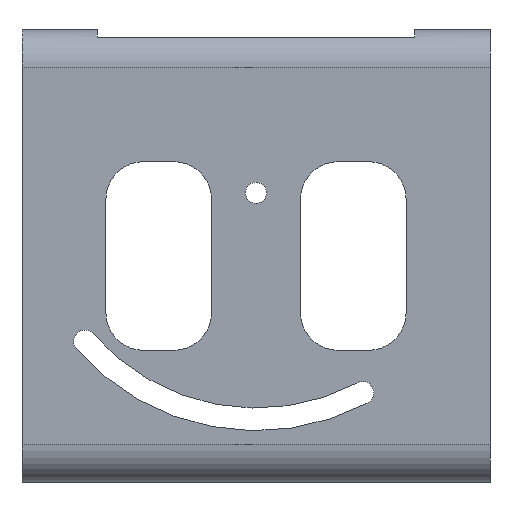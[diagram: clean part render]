
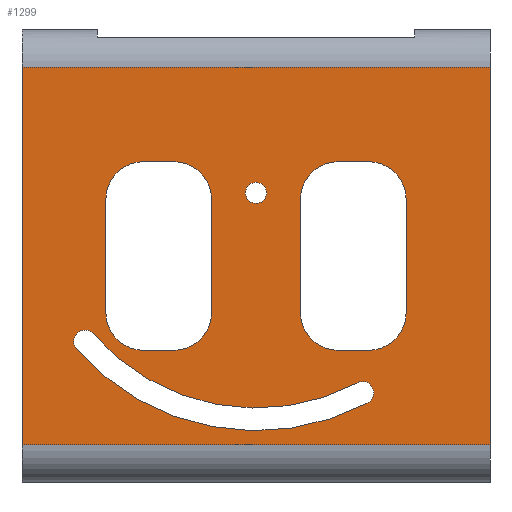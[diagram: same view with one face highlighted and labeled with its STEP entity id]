
A CAD part, left-side view. The second image highlights one B-rep face of the part: STEP entity #1299.
In plain terms, the highlighted planar face has unit normal (-1, 0, 0).
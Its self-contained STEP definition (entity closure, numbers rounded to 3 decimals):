
#30=PLANE('',#1392);
#82=LINE('',#1961,#201);
#83=LINE('',#1963,#202);
#84=LINE('',#1965,#203);
#85=LINE('',#1966,#204);
#86=LINE('',#1979,#205);
#87=LINE('',#1983,#206);
#88=LINE('',#1987,#207);
#89=LINE('',#1990,#208);
#90=LINE('',#1995,#209);
#91=LINE('',#1999,#210);
#92=LINE('',#2003,#211);
#93=LINE('',#2006,#212);
#201=VECTOR('',#1570,50.);
#202=VECTOR('',#1571,62.);
#203=VECTOR('',#1572,50.);
#204=VECTOR('',#1573,62.);
#205=VECTOR('',#1584,4.);
#206=VECTOR('',#1587,15.);
#207=VECTOR('',#1590,4.);
#208=VECTOR('',#1593,15.);
#209=VECTOR('',#1596,4.);
#210=VECTOR('',#1599,15.);
#211=VECTOR('',#1602,4.);
#212=VECTOR('',#1605,15.);
#310=FACE_BOUND('',#415,.T.);
#311=FACE_BOUND('',#416,.T.);
#312=FACE_BOUND('',#417,.T.);
#313=FACE_BOUND('',#418,.T.);
#337=FACE_OUTER_BOUND('',#414,.T.);
#414=EDGE_LOOP('',(#909,#910,#911,#912));
#415=EDGE_LOOP('',(#913,#914,#915,#916));
#416=EDGE_LOOP('',(#917,#918,#919,#920,#921,#922,#923,#924));
#417=EDGE_LOOP('',(#925,#926,#927,#928,#929,#930,#931,#932));
#418=EDGE_LOOP('',(#933));
#514=CIRCLE('',#1393,1.5);
#515=CIRCLE('',#1394,28.5);
#516=CIRCLE('',#1395,1.505);
#517=CIRCLE('',#1396,31.5);
#518=CIRCLE('',#1397,5.);
#519=CIRCLE('',#1398,5.);
#520=CIRCLE('',#1399,5.);
#521=CIRCLE('',#1400,5.);
#522=CIRCLE('',#1401,5.);
#523=CIRCLE('',#1402,5.);
#524=CIRCLE('',#1403,5.);
#525=CIRCLE('',#1404,5.);
#526=CIRCLE('',#1405,1.4);
#591=VERTEX_POINT('',#1959);
#592=VERTEX_POINT('',#1960);
#593=VERTEX_POINT('',#1962);
#594=VERTEX_POINT('',#1964);
#595=VERTEX_POINT('',#1967);
#596=VERTEX_POINT('',#1968);
#597=VERTEX_POINT('',#1970);
#598=VERTEX_POINT('',#1972);
#599=VERTEX_POINT('',#1975);
#600=VERTEX_POINT('',#1976);
#601=VERTEX_POINT('',#1978);
#602=VERTEX_POINT('',#1980);
#603=VERTEX_POINT('',#1982);
#604=VERTEX_POINT('',#1984);
#605=VERTEX_POINT('',#1986);
#606=VERTEX_POINT('',#1988);
#607=VERTEX_POINT('',#1991);
#608=VERTEX_POINT('',#1992);
#609=VERTEX_POINT('',#1994);
#610=VERTEX_POINT('',#1996);
#611=VERTEX_POINT('',#1998);
#612=VERTEX_POINT('',#2000);
#613=VERTEX_POINT('',#2002);
#614=VERTEX_POINT('',#2004);
#615=VERTEX_POINT('',#2007);
#718=EDGE_CURVE('',#591,#592,#82,.T.);
#719=EDGE_CURVE('',#592,#593,#83,.T.);
#720=EDGE_CURVE('',#594,#593,#84,.T.);
#721=EDGE_CURVE('',#594,#591,#85,.F.);
#722=EDGE_CURVE('',#595,#596,#514,.T.);
#723=EDGE_CURVE('',#597,#595,#515,.F.);
#724=EDGE_CURVE('',#598,#597,#516,.T.);
#725=EDGE_CURVE('',#598,#596,#517,.F.);
#726=EDGE_CURVE('',#599,#600,#518,.T.);
#727=EDGE_CURVE('',#599,#601,#86,.T.);
#728=EDGE_CURVE('',#602,#601,#519,.T.);
#729=EDGE_CURVE('',#602,#603,#87,.T.);
#730=EDGE_CURVE('',#604,#603,#520,.T.);
#731=EDGE_CURVE('',#605,#604,#88,.T.);
#732=EDGE_CURVE('',#606,#605,#521,.T.);
#733=EDGE_CURVE('',#600,#606,#89,.T.);
#734=EDGE_CURVE('',#607,#608,#522,.T.);
#735=EDGE_CURVE('',#607,#609,#90,.T.);
#736=EDGE_CURVE('',#610,#609,#523,.T.);
#737=EDGE_CURVE('',#610,#611,#91,.T.);
#738=EDGE_CURVE('',#612,#611,#524,.T.);
#739=EDGE_CURVE('',#613,#612,#92,.T.);
#740=EDGE_CURVE('',#614,#613,#525,.T.);
#741=EDGE_CURVE('',#608,#614,#93,.T.);
#742=EDGE_CURVE('',#615,#615,#526,.T.);
#909=ORIENTED_EDGE('',*,*,#718,.T.);
#910=ORIENTED_EDGE('',*,*,#719,.T.);
#911=ORIENTED_EDGE('',*,*,#720,.F.);
#912=ORIENTED_EDGE('',*,*,#721,.T.);
#913=ORIENTED_EDGE('',*,*,#722,.F.);
#914=ORIENTED_EDGE('',*,*,#723,.F.);
#915=ORIENTED_EDGE('',*,*,#724,.F.);
#916=ORIENTED_EDGE('',*,*,#725,.T.);
#917=ORIENTED_EDGE('',*,*,#726,.F.);
#918=ORIENTED_EDGE('',*,*,#727,.T.);
#919=ORIENTED_EDGE('',*,*,#728,.F.);
#920=ORIENTED_EDGE('',*,*,#729,.T.);
#921=ORIENTED_EDGE('',*,*,#730,.F.);
#922=ORIENTED_EDGE('',*,*,#731,.F.);
#923=ORIENTED_EDGE('',*,*,#732,.F.);
#924=ORIENTED_EDGE('',*,*,#733,.F.);
#925=ORIENTED_EDGE('',*,*,#734,.F.);
#926=ORIENTED_EDGE('',*,*,#735,.T.);
#927=ORIENTED_EDGE('',*,*,#736,.F.);
#928=ORIENTED_EDGE('',*,*,#737,.T.);
#929=ORIENTED_EDGE('',*,*,#738,.F.);
#930=ORIENTED_EDGE('',*,*,#739,.F.);
#931=ORIENTED_EDGE('',*,*,#740,.F.);
#932=ORIENTED_EDGE('',*,*,#741,.F.);
#933=ORIENTED_EDGE('',*,*,#742,.F.);
#1299=ADVANCED_FACE('',(#337,#310,#311,#312,#313),#30,.T.);
#1392=AXIS2_PLACEMENT_3D('',#1958,#1568,#1569);
#1393=AXIS2_PLACEMENT_3D('',#1969,#1574,#1575);
#1394=AXIS2_PLACEMENT_3D('',#1971,#1576,#1577);
#1395=AXIS2_PLACEMENT_3D('',#1973,#1578,#1579);
#1396=AXIS2_PLACEMENT_3D('',#1974,#1580,#1581);
#1397=AXIS2_PLACEMENT_3D('',#1977,#1582,#1583);
#1398=AXIS2_PLACEMENT_3D('',#1981,#1585,#1586);
#1399=AXIS2_PLACEMENT_3D('',#1985,#1588,#1589);
#1400=AXIS2_PLACEMENT_3D('',#1989,#1591,#1592);
#1401=AXIS2_PLACEMENT_3D('',#1993,#1594,#1595);
#1402=AXIS2_PLACEMENT_3D('',#1997,#1597,#1598);
#1403=AXIS2_PLACEMENT_3D('',#2001,#1600,#1601);
#1404=AXIS2_PLACEMENT_3D('',#2005,#1603,#1604);
#1405=AXIS2_PLACEMENT_3D('',#2008,#1606,#1607);
#1568=DIRECTION('center_axis',(-1.,0.,0.));
#1569=DIRECTION('ref_axis',(0.,-1.,0.));
#1570=DIRECTION('',(0.,0.,-1.));
#1571=DIRECTION('',(0.,-1.,0.));
#1572=DIRECTION('',(0.,0.,-1.));
#1573=DIRECTION('',(0.,-1.,0.));
#1574=DIRECTION('center_axis',(-1.,0.,0.));
#1575=DIRECTION('ref_axis',(0.,0.,1.));
#1576=DIRECTION('center_axis',(-1.,0.,0.));
#1577=DIRECTION('ref_axis',(0.,0.,1.));
#1578=DIRECTION('center_axis',(-1.,0.,0.));
#1579=DIRECTION('ref_axis',(0.,0.,1.));
#1580=DIRECTION('center_axis',(-1.,0.,0.));
#1581=DIRECTION('ref_axis',(0.,0.,1.));
#1582=DIRECTION('center_axis',(-1.,0.,0.));
#1583=DIRECTION('ref_axis',(0.,0.,1.));
#1584=DIRECTION('',(0.,-1.,0.));
#1585=DIRECTION('center_axis',(-1.,0.,0.));
#1586=DIRECTION('ref_axis',(0.,-1.,0.));
#1587=DIRECTION('',(0.,0.,-1.));
#1588=DIRECTION('center_axis',(-1.,0.,0.));
#1589=DIRECTION('ref_axis',(0.,0.,-1.));
#1590=DIRECTION('',(0.,-1.,0.));
#1591=DIRECTION('center_axis',(-1.,0.,0.));
#1592=DIRECTION('ref_axis',(0.,1.,0.));
#1593=DIRECTION('',(0.,0.,-1.));
#1594=DIRECTION('center_axis',(-1.,0.,0.));
#1595=DIRECTION('ref_axis',(0.,0.,1.));
#1596=DIRECTION('',(0.,-1.,0.));
#1597=DIRECTION('center_axis',(-1.,0.,0.));
#1598=DIRECTION('ref_axis',(0.,-1.,0.));
#1599=DIRECTION('',(0.,0.,-1.));
#1600=DIRECTION('center_axis',(-1.,0.,0.));
#1601=DIRECTION('ref_axis',(0.,0.,-1.));
#1602=DIRECTION('',(0.,-1.,0.));
#1603=DIRECTION('center_axis',(-1.,0.,0.));
#1604=DIRECTION('ref_axis',(0.,1.,0.));
#1605=DIRECTION('',(0.,0.,-1.));
#1606=DIRECTION('center_axis',(-1.,0.,0.));
#1607=DIRECTION('ref_axis',(0.,-1.,0.));
#1958=CARTESIAN_POINT('Origin',(-11.,-4.222,-140.));
#1959=CARTESIAN_POINT('',(-11.,31.,-115.));
#1960=CARTESIAN_POINT('',(-11.,31.,-165.));
#1961=CARTESIAN_POINT('',(-11.,31.,-134.493));
#1962=CARTESIAN_POINT('',(-11.,-31.,-165.));
#1963=CARTESIAN_POINT('',(-11.,-4.222,-165.));
#1964=CARTESIAN_POINT('',(-11.,-31.,-115.));
#1965=CARTESIAN_POINT('',(-11.,-31.,-134.493));
#1966=CARTESIAN_POINT('',(-11.,31.,-115.));
#1967=CARTESIAN_POINT('',(-11.,21.526,-150.326));
#1968=CARTESIAN_POINT('',(-11.,23.792,-152.292));
#1969=CARTESIAN_POINT('Origin',(-11.,22.643,-151.328));
#1970=CARTESIAN_POINT('',(-11.,-13.286,-156.862));
#1971=CARTESIAN_POINT('Origin',(-11.,0.,-131.647));
#1972=CARTESIAN_POINT('',(-11.,-14.691,-159.512));
#1973=CARTESIAN_POINT('Origin',(-11.,-14.096,-158.13));
#1974=CARTESIAN_POINT('Origin',(-11.,0.,-131.647));
#1975=CARTESIAN_POINT('',(-11.,14.892,-127.5));
#1976=CARTESIAN_POINT('',(-11.,19.892,-132.5));
#1977=CARTESIAN_POINT('Origin',(-11.,14.892,-132.5));
#1978=CARTESIAN_POINT('',(-11.,10.892,-127.5));
#1979=CARTESIAN_POINT('',(-11.,13.493,-127.5));
#1980=CARTESIAN_POINT('',(-11.,5.892,-132.5));
#1981=CARTESIAN_POINT('Origin',(-11.,10.892,-132.5));
#1982=CARTESIAN_POINT('',(-11.,5.892,-147.5));
#1983=CARTESIAN_POINT('',(-11.,5.892,-136.956));
#1984=CARTESIAN_POINT('',(-11.,10.892,-152.5));
#1985=CARTESIAN_POINT('Origin',(-11.,10.892,-147.5));
#1986=CARTESIAN_POINT('',(-11.,14.892,-152.5));
#1987=CARTESIAN_POINT('',(-11.,13.493,-152.5));
#1988=CARTESIAN_POINT('',(-11.,19.892,-147.5));
#1989=CARTESIAN_POINT('Origin',(-11.,14.892,-147.5));
#1990=CARTESIAN_POINT('',(-11.,19.892,-133.527));
#1991=CARTESIAN_POINT('',(-11.,-10.892,-127.5));
#1992=CARTESIAN_POINT('',(-11.,-5.892,-132.5));
#1993=CARTESIAN_POINT('Origin',(-11.,-10.892,-132.5));
#1994=CARTESIAN_POINT('',(-11.,-14.892,-127.5));
#1995=CARTESIAN_POINT('',(-11.,-11.873,-127.5));
#1996=CARTESIAN_POINT('',(-11.,-19.892,-132.5));
#1997=CARTESIAN_POINT('Origin',(-11.,-14.892,-132.5));
#1998=CARTESIAN_POINT('',(-11.,-19.892,-147.5));
#1999=CARTESIAN_POINT('',(-11.,-19.892,-142.163));
#2000=CARTESIAN_POINT('',(-11.,-14.892,-152.5));
#2001=CARTESIAN_POINT('Origin',(-11.,-14.892,-147.5));
#2002=CARTESIAN_POINT('',(-11.,-10.892,-152.5));
#2003=CARTESIAN_POINT('',(-11.,-11.873,-152.5));
#2004=CARTESIAN_POINT('',(-11.,-5.892,-147.5));
#2005=CARTESIAN_POINT('Origin',(-11.,-10.892,-147.5));
#2006=CARTESIAN_POINT('',(-11.,-5.892,-139.25));
#2007=CARTESIAN_POINT('',(-11.,-1.4,-131.647));
#2008=CARTESIAN_POINT('Origin',(-11.,0.,-131.647));
